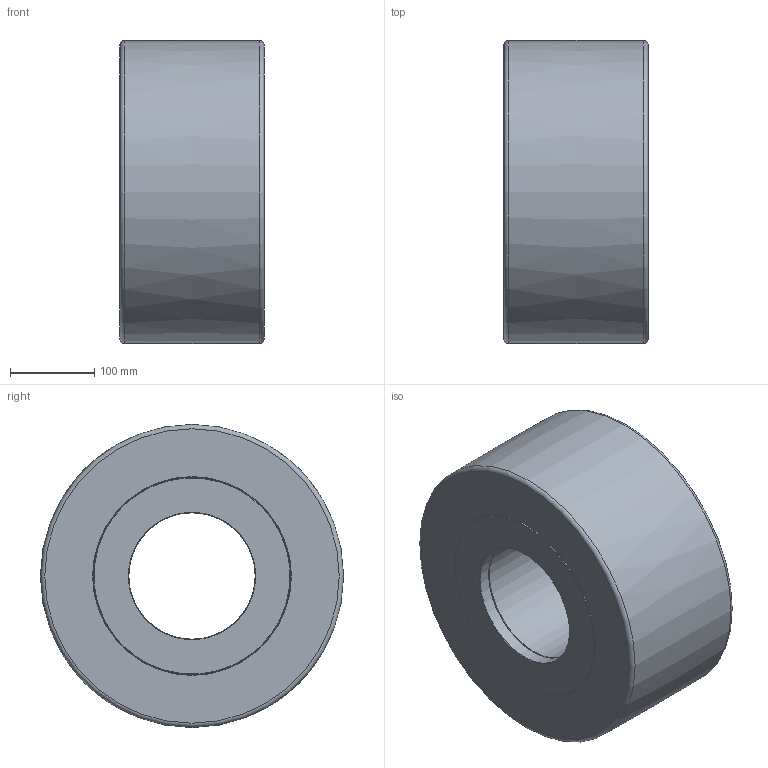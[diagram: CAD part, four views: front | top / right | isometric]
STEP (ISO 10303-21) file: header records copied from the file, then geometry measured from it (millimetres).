
FILE_DESCRIPTION(/* description */ ('-'),/* implementation_level */ '2;1');
FILE_NAME(/* name */ 'SR 150.360.stp',/* time_stamp */ '2022-07-22T11:35:01+02:00',/* author */ ('hipp'),/* organization */ (''),/* preprocessor_version */ 'ST-DEVELOPER v18.1',/* originating_system */ 'Autodesk Inventor 2020',/* authorisation */ '');
FILE_SCHEMA (('AUTOMOTIVE_DESIGN { 1 0 10303 214 3 1 1 }'));
Length unit declared in the file: millimetre
Products named in the file (1): SR 150.360_Kontur
Bounding box: 173 x 360 x 359.98 mm (x, y, z)
Volume: 12389308.3 mm3; surface area: 1012924.4 mm2
Topology: 48 solids, 48 shells, 265 faces, 586 edges, 420 vertices
Faces by surface type: plane 100, torus 90, cylinder 56, cone 18, bspline 1
Full cylindrical faces by diameter (mm): 8 x1, 32 x44, 150 x1, 150.3 x2, 198 x1, 234 x2, 235 x3, 262 x2
Entity records: 8141 total; most frequent: DIRECTION 1619, CARTESIAN_POINT 1366, ORIENTED_EDGE 1172, AXIS2_PLACEMENT_3D 772, EDGE_CURVE 586, CIRCLE 507, VERTEX_POINT 420, STYLED_ITEM 313
